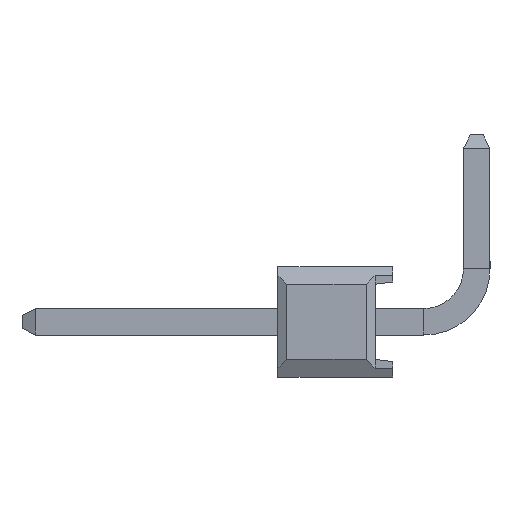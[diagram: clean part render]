
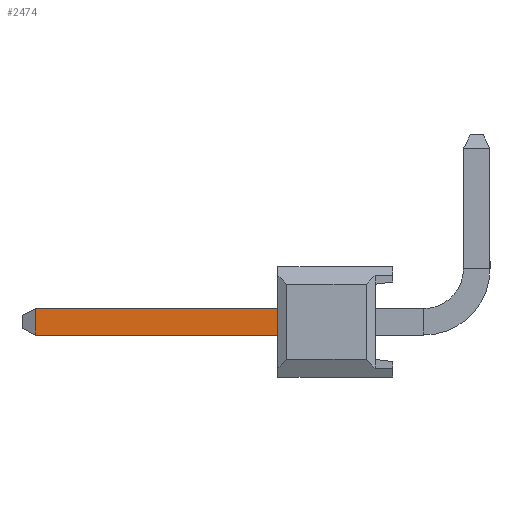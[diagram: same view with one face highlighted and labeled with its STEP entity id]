
A CAD part, left-side view. The second image highlights one B-rep face of the part: STEP entity #2474.
In plain terms, the highlighted planar face has unit normal (-1, 0, 0).
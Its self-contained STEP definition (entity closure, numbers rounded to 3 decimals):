
#2025 = LINE ( 'NONE', #31500, #18501 ) ;
#2474 = ADVANCED_FACE ( 'NONE', ( #5699 ), #22724, .T. ) ;
#3804 = EDGE_CURVE ( 'NONE', #35516, #10883, #5979, .T. ) ;
#4795 = LINE ( 'NONE', #33754, #22291 ) ;
#5699 = FACE_OUTER_BOUND ( 'NONE', #22334, .T. ) ;
#5979 = LINE ( 'NONE', #40615, #22427 ) ;
#6945 = VERTEX_POINT ( 'NONE', #27917 ) ;
#8563 = AXIS2_PLACEMENT_3D ( 'NONE', #16283, #39293, #19534 ) ;
#9534 = EDGE_CURVE ( 'NONE', #6945, #18235, #4795, .T. ) ;
#10883 = VERTEX_POINT ( 'NONE', #13740 ) ;
#11881 = ORIENTED_EDGE ( 'NONE', *, *, #9534, .F. ) ;
#13740 = CARTESIAN_POINT ( 'NONE',  ( -2.2, 0.546, 1.084 ) ) ;
#14049 = DIRECTION ( 'NONE',  ( 0., -1., 0. ) ) ;
#14639 = EDGE_CURVE ( 'NONE', #18235, #10883, #2025, .T. ) ;
#16283 = CARTESIAN_POINT ( 'NONE',  ( -2.2, -7.667, 1.084 ) ) ;
#18235 = VERTEX_POINT ( 'NONE', #31297 ) ;
#18501 = VECTOR ( 'NONE', #34703, 1000. ) ;
#19534 = DIRECTION ( 'NONE',  ( 0., -1., 0. ) ) ;
#21694 = ORIENTED_EDGE ( 'NONE', *, *, #3804, .T. ) ;
#22291 = VECTOR ( 'NONE', #14049, 1000. ) ;
#22334 = EDGE_LOOP ( 'NONE', ( #30477, #11881, #23847, #21694 ) ) ;
#22427 = VECTOR ( 'NONE', #34148, 1000. ) ;
#22724 = PLANE ( 'NONE',  #8563 ) ;
#23847 = ORIENTED_EDGE ( 'NONE', *, *, #28861, .T. ) ;
#27917 = CARTESIAN_POINT ( 'NONE',  ( -2.2, 6.033, 1.684 ) ) ;
#28861 = EDGE_CURVE ( 'NONE', #6945, #35516, #32359, .T. ) ;
#30477 = ORIENTED_EDGE ( 'NONE', *, *, #14639, .F. ) ;
#31289 = VECTOR ( 'NONE', #36492, 1000. ) ;
#31297 = CARTESIAN_POINT ( 'NONE',  ( -2.2, 0.546, 1.684 ) ) ;
#31500 = CARTESIAN_POINT ( 'NONE',  ( -2.2, 0.546, 2.634 ) ) ;
#32359 = LINE ( 'NONE', #36638, #31289 ) ;
#33754 = CARTESIAN_POINT ( 'NONE',  ( -2.2, -7.667, 1.684 ) ) ;
#34148 = DIRECTION ( 'NONE',  ( 0., -1., 0. ) ) ;
#34703 = DIRECTION ( 'NONE',  ( 0., 0., -1. ) ) ;
#35516 = VERTEX_POINT ( 'NONE', #41788 ) ;
#36492 = DIRECTION ( 'NONE',  ( 0., 0., -1. ) ) ;
#36638 = CARTESIAN_POINT ( 'NONE',  ( -2.2, 6.033, 1.084 ) ) ;
#39293 = DIRECTION ( 'NONE',  ( -1., 0., 0. ) ) ;
#40615 = CARTESIAN_POINT ( 'NONE',  ( -2.2, -7.667, 1.084 ) ) ;
#41788 = CARTESIAN_POINT ( 'NONE',  ( -2.2, 6.033, 1.084 ) ) ;
